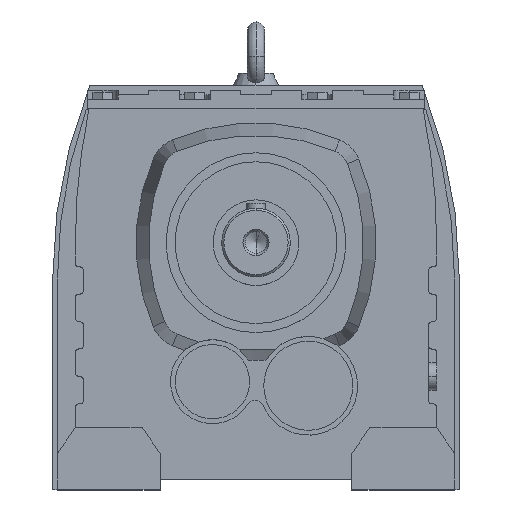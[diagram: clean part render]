
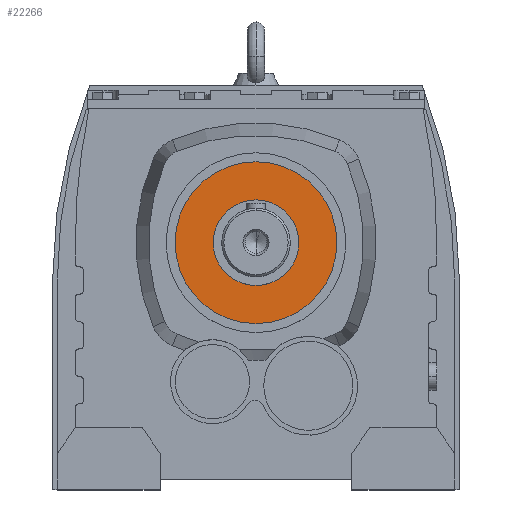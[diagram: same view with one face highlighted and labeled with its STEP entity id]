
A CAD part, top view. The second image highlights one B-rep face of the part: STEP entity #22266.
In plain terms, the highlighted planar face has unit normal (0, 0, 1).
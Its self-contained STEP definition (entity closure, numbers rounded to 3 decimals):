
#20389 = CYLINDRICAL_SURFACE('',#20390,59.063);
#20390 = AXIS2_PLACEMENT_3D('',#20391,#20392,#20393);
#20391 = CARTESIAN_POINT('',(0.,12.6,372.));
#20392 = DIRECTION('',(0.,0.,1.));
#20393 = DIRECTION('',(0.,-1.,0.));
#20419 = CYLINDRICAL_SURFACE('',#20420,59.063);
#20420 = AXIS2_PLACEMENT_3D('',#20421,#20422,#20423);
#20421 = CARTESIAN_POINT('',(0.,12.6,372.));
#20422 = DIRECTION('',(0.,0.,1.));
#20423 = DIRECTION('',(0.,-1.,0.));
#21416 = VERTEX_POINT('',#21417);
#21417 = CARTESIAN_POINT('',(0.,71.663,262.));
#21438 = VERTEX_POINT('',#21439);
#21439 = CARTESIAN_POINT('',(0.,-46.463,262.));
#21458 = EDGE_CURVE('',#21416,#21438,#21459,.T.);
#21459 = SURFACE_CURVE('',#21460,(#21465,#21471),.PCURVE_S1.);
#21460 = CIRCLE('',#21461,59.063);
#21461 = AXIS2_PLACEMENT_3D('',#21462,#21463,#21464);
#21462 = CARTESIAN_POINT('',(0.,12.6,262.));
#21463 = DIRECTION('',(0.,0.,-1.));
#21464 = DIRECTION('',(-1.,0.,0.));
#21465 = PCURVE('',#20389,#21466);
#21466 = DEFINITIONAL_REPRESENTATION('',(#21467),#21470);
#21467 = B_SPLINE_CURVE_WITH_KNOTS('',1,(#21468,#21469),.UNSPECIFIED.,
  .F.,.F.,(2,2),(1.571,4.712),
  .PIECEWISE_BEZIER_KNOTS.);
#21468 = CARTESIAN_POINT('',(3.142,-110.));
#21469 = CARTESIAN_POINT('',(0.,-110.));
#21470 = ( GEOMETRIC_REPRESENTATION_CONTEXT(2) 
PARAMETRIC_REPRESENTATION_CONTEXT() REPRESENTATION_CONTEXT('2D SPACE',''
  ) );
#21471 = PCURVE('',#21472,#21477);
#21472 = PLANE('',#21473);
#21473 = AXIS2_PLACEMENT_3D('',#21474,#21475,#21476);
#21474 = CARTESIAN_POINT('',(-25.478,3.078,262.));
#21475 = DIRECTION('',(0.,0.,-1.));
#21476 = DIRECTION('',(-1.,0.,0.));
#21477 = DEFINITIONAL_REPRESENTATION('',(#21478),#21482);
#21478 = CIRCLE('',#21479,59.063);
#21479 = AXIS2_PLACEMENT_2D('',#21480,#21481);
#21480 = CARTESIAN_POINT('',(-25.478,9.522));
#21481 = DIRECTION('',(1.,0.));
#21482 = ( GEOMETRIC_REPRESENTATION_CONTEXT(2) 
PARAMETRIC_REPRESENTATION_CONTEXT() REPRESENTATION_CONTEXT('2D SPACE',''
  ) );
#21487 = EDGE_CURVE('',#21438,#21416,#21488,.T.);
#21488 = SURFACE_CURVE('',#21489,(#21494,#21500),.PCURVE_S1.);
#21489 = CIRCLE('',#21490,59.063);
#21490 = AXIS2_PLACEMENT_3D('',#21491,#21492,#21493);
#21491 = CARTESIAN_POINT('',(0.,12.6,262.));
#21492 = DIRECTION('',(0.,0.,-1.));
#21493 = DIRECTION('',(-1.,0.,0.));
#21494 = PCURVE('',#20419,#21495);
#21495 = DEFINITIONAL_REPRESENTATION('',(#21496),#21499);
#21496 = B_SPLINE_CURVE_WITH_KNOTS('',1,(#21497,#21498),.UNSPECIFIED.,
  .F.,.F.,(2,2),(4.712,7.854),
  .PIECEWISE_BEZIER_KNOTS.);
#21497 = CARTESIAN_POINT('',(6.283,-110.));
#21498 = CARTESIAN_POINT('',(3.142,-110.));
#21499 = ( GEOMETRIC_REPRESENTATION_CONTEXT(2) 
PARAMETRIC_REPRESENTATION_CONTEXT() REPRESENTATION_CONTEXT('2D SPACE',''
  ) );
#21500 = PCURVE('',#21472,#21501);
#21501 = DEFINITIONAL_REPRESENTATION('',(#21502),#21506);
#21502 = CIRCLE('',#21503,59.063);
#21503 = AXIS2_PLACEMENT_2D('',#21504,#21505);
#21504 = CARTESIAN_POINT('',(-25.478,9.522));
#21505 = DIRECTION('',(1.,0.));
#21506 = ( GEOMETRIC_REPRESENTATION_CONTEXT(2) 
PARAMETRIC_REPRESENTATION_CONTEXT() REPRESENTATION_CONTEXT('2D SPACE',''
  ) );
#22266 = ADVANCED_FACE('',(#22267,#22271),#21472,.F.);
#22267 = FACE_BOUND('',#22268,.T.);
#22268 = EDGE_LOOP('',(#22269,#22270));
#22269 = ORIENTED_EDGE('',*,*,#21487,.F.);
#22270 = ORIENTED_EDGE('',*,*,#21458,.F.);
#22271 = FACE_BOUND('',#22272,.T.);
#22272 = EDGE_LOOP('',(#22273,#22307));
#22273 = ORIENTED_EDGE('',*,*,#22274,.F.);
#22274 = EDGE_CURVE('',#22275,#22277,#22279,.T.);
#22275 = VERTEX_POINT('',#22276);
#22276 = CARTESIAN_POINT('',(0.,-18.65,262.));
#22277 = VERTEX_POINT('',#22278);
#22278 = CARTESIAN_POINT('',(0.,43.85,262.));
#22279 = SURFACE_CURVE('',#22280,(#22285,#22296),.PCURVE_S1.);
#22280 = CIRCLE('',#22281,31.25);
#22281 = AXIS2_PLACEMENT_3D('',#22282,#22283,#22284);
#22282 = CARTESIAN_POINT('',(0.,12.6,262.));
#22283 = DIRECTION('',(0.,0.,1.));
#22284 = DIRECTION('',(-1.,0.,0.));
#22285 = PCURVE('',#21472,#22286);
#22286 = DEFINITIONAL_REPRESENTATION('',(#22287),#22295);
#22287 = ( BOUNDED_CURVE() B_SPLINE_CURVE(2,(#22288,#22289,#22290,#22291
    ,#22292,#22293,#22294),.UNSPECIFIED.,.F.,.F.) 
B_SPLINE_CURVE_WITH_KNOTS((1,2,2,2,2,1),(-2.094,0.,
    2.094,4.189,6.283,8.378),
.UNSPECIFIED.) CURVE() GEOMETRIC_REPRESENTATION_ITEM() 
RATIONAL_B_SPLINE_CURVE((1.,0.5,1.,0.5,1.,0.5,1.)) REPRESENTATION_ITEM(
  '') );
#22288 = CARTESIAN_POINT('',(5.772,9.522));
#22289 = CARTESIAN_POINT('',(5.772,-44.604));
#22290 = CARTESIAN_POINT('',(-41.103,-17.541));
#22291 = CARTESIAN_POINT('',(-87.978,9.522));
#22292 = CARTESIAN_POINT('',(-41.103,36.586));
#22293 = CARTESIAN_POINT('',(5.772,63.649));
#22294 = CARTESIAN_POINT('',(5.772,9.522));
#22295 = ( GEOMETRIC_REPRESENTATION_CONTEXT(2) 
PARAMETRIC_REPRESENTATION_CONTEXT() REPRESENTATION_CONTEXT('2D SPACE',''
  ) );
#22296 = PCURVE('',#22297,#22302);
#22297 = CYLINDRICAL_SURFACE('',#22298,31.25);
#22298 = AXIS2_PLACEMENT_3D('',#22299,#22300,#22301);
#22299 = CARTESIAN_POINT('',(0.,12.6,372.));
#22300 = DIRECTION('',(0.,0.,1.));
#22301 = DIRECTION('',(0.,-1.,0.));
#22302 = DEFINITIONAL_REPRESENTATION('',(#22303),#22306);
#22303 = B_SPLINE_CURVE_WITH_KNOTS('',1,(#22304,#22305),.UNSPECIFIED.,
  .F.,.F.,(2,2),(1.571,4.712),
  .PIECEWISE_BEZIER_KNOTS.);
#22304 = CARTESIAN_POINT('',(0.,-110.));
#22305 = CARTESIAN_POINT('',(3.142,-110.));
#22306 = ( GEOMETRIC_REPRESENTATION_CONTEXT(2) 
PARAMETRIC_REPRESENTATION_CONTEXT() REPRESENTATION_CONTEXT('2D SPACE',''
  ) );
#22307 = ORIENTED_EDGE('',*,*,#22308,.F.);
#22308 = EDGE_CURVE('',#22277,#22275,#22309,.T.);
#22309 = SURFACE_CURVE('',#22310,(#22315,#22326),.PCURVE_S1.);
#22310 = CIRCLE('',#22311,31.25);
#22311 = AXIS2_PLACEMENT_3D('',#22312,#22313,#22314);
#22312 = CARTESIAN_POINT('',(0.,12.6,262.));
#22313 = DIRECTION('',(0.,0.,1.));
#22314 = DIRECTION('',(-1.,0.,0.));
#22315 = PCURVE('',#21472,#22316);
#22316 = DEFINITIONAL_REPRESENTATION('',(#22317),#22325);
#22317 = ( BOUNDED_CURVE() B_SPLINE_CURVE(2,(#22318,#22319,#22320,#22321
    ,#22322,#22323,#22324),.UNSPECIFIED.,.F.,.F.) 
B_SPLINE_CURVE_WITH_KNOTS((1,2,2,2,2,1),(-2.094,0.,
    2.094,4.189,6.283,8.378),
.UNSPECIFIED.) CURVE() GEOMETRIC_REPRESENTATION_ITEM() 
RATIONAL_B_SPLINE_CURVE((1.,0.5,1.,0.5,1.,0.5,1.)) REPRESENTATION_ITEM(
  '') );
#22318 = CARTESIAN_POINT('',(5.772,9.522));
#22319 = CARTESIAN_POINT('',(5.772,-44.604));
#22320 = CARTESIAN_POINT('',(-41.103,-17.541));
#22321 = CARTESIAN_POINT('',(-87.978,9.522));
#22322 = CARTESIAN_POINT('',(-41.103,36.586));
#22323 = CARTESIAN_POINT('',(5.772,63.649));
#22324 = CARTESIAN_POINT('',(5.772,9.522));
#22325 = ( GEOMETRIC_REPRESENTATION_CONTEXT(2) 
PARAMETRIC_REPRESENTATION_CONTEXT() REPRESENTATION_CONTEXT('2D SPACE',''
  ) );
#22326 = PCURVE('',#22327,#22332);
#22327 = CYLINDRICAL_SURFACE('',#22328,31.25);
#22328 = AXIS2_PLACEMENT_3D('',#22329,#22330,#22331);
#22329 = CARTESIAN_POINT('',(0.,12.6,372.));
#22330 = DIRECTION('',(0.,0.,1.));
#22331 = DIRECTION('',(0.,-1.,0.));
#22332 = DEFINITIONAL_REPRESENTATION('',(#22333),#22336);
#22333 = B_SPLINE_CURVE_WITH_KNOTS('',1,(#22334,#22335),.UNSPECIFIED.,
  .F.,.F.,(2,2),(4.712,7.854),
  .PIECEWISE_BEZIER_KNOTS.);
#22334 = CARTESIAN_POINT('',(3.142,-110.));
#22335 = CARTESIAN_POINT('',(6.283,-110.));
#22336 = ( GEOMETRIC_REPRESENTATION_CONTEXT(2) 
PARAMETRIC_REPRESENTATION_CONTEXT() REPRESENTATION_CONTEXT('2D SPACE',''
  ) );
